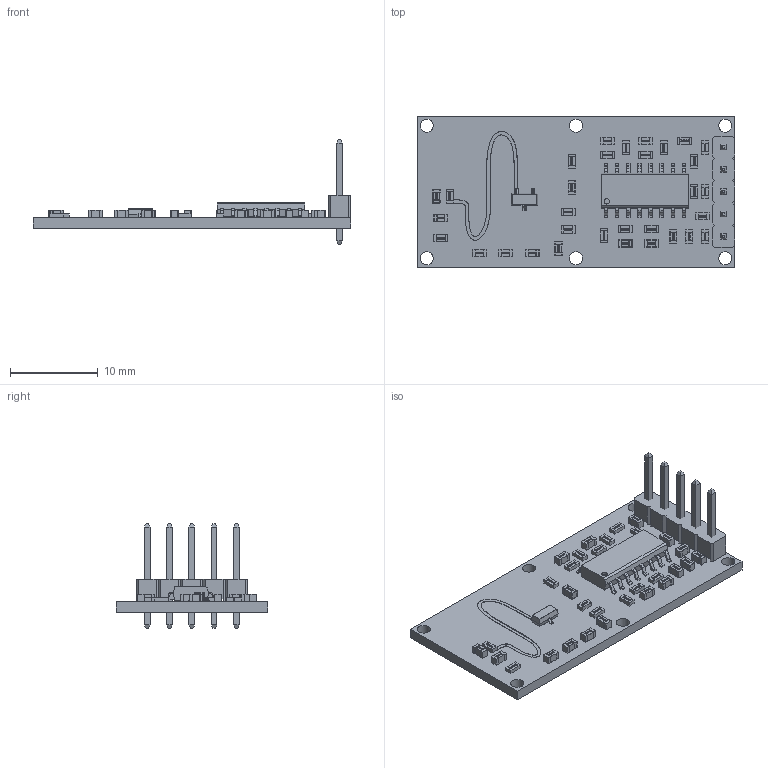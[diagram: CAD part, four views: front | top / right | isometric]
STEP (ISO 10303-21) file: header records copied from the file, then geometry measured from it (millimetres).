
FILE_DESCRIPTION(/* description */ (''),/* implementation_level */ '2;1');
FILE_NAME(/* name */ 'RCWL-0516.step',/* time_stamp */ '2020-10-04T15:50:08+02:00',/* author */ (''),/* organization */ (''),/* preprocessor_version */ 'ST-DEVELOPER v18.1',/* originating_system */ 'Autodesk Translation Framework v9.3.0.1241',/* authorisation */ '');
FILE_SCHEMA (('AUTOMOTIVE_DESIGN { 1 0 10303 214 3 1 1 }'));
Length unit declared in the file: millimetre
Products named in the file (7): RCWL-0516; Components; SO16; c-smd-0603; r-smd-0603; PinHeader; SOT23SMD v1
Assembly tree (36 placements, depth 3):
  RCWL-0516
    Components
      r-smd-0603  x15
      c-smd-0603  x17
      SO16
      PinHeader
      SOT23SMD v1
Bounding box: 36.2 x 17.3 x 11.94 mm (x, y, z)
Volume: 932.9 mm3; surface area: 2126 mm2
Topology: 45 solids, 45 shells, 10656 faces, 29177 edges, 18812 vertices
Faces by surface type: plane 8708, bspline 954, cylinder 722, sphere 272
Full cylindrical faces by diameter (mm): 0.6 x1, 1.084 x5, 1.5 x6, 1.683 x10, 7.923 x1, 9.327 x1, 11.265 x1
Entity records: 38115 total; most frequent: CARTESIAN_POINT 10390, ORIENTED_EDGE 5804, DIRECTION 5346, EDGE_CURVE 2902, LINE 2478, VECTOR 2478, VERTEX_POINT 1864, AXIS2_PLACEMENT_3D 1434
